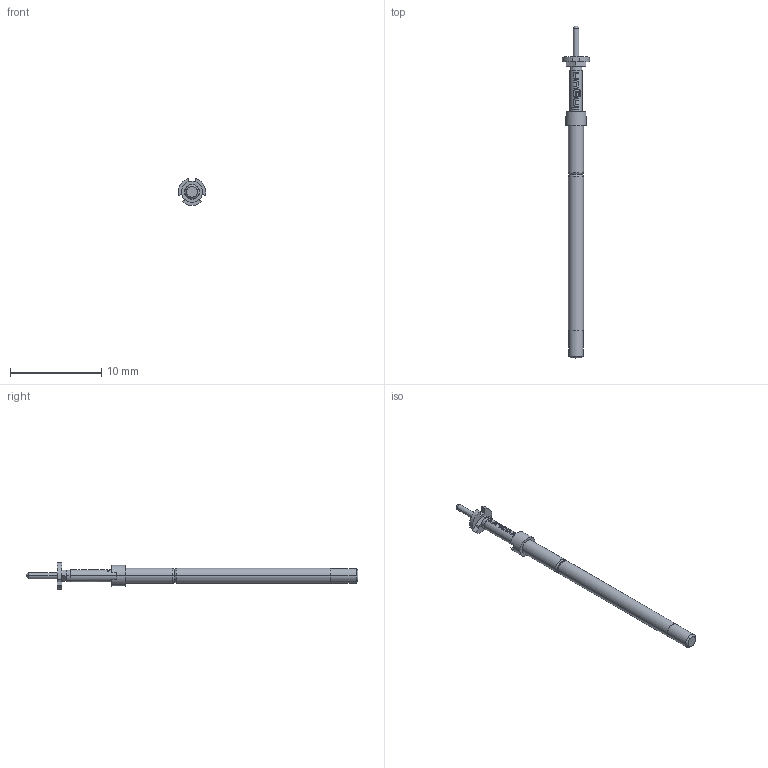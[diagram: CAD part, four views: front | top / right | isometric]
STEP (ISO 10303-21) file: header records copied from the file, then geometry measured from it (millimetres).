
FILE_DESCRIPTION (( 'STEP AP203' ), '1' );
FILE_NAME ('INGUN_T-912_305_065_340_300_X_xx02_M_0.STEP', '2017-02-15T06:11:46', ( '' ), ( '' ), 'SwSTEP 2.0', 'SolidWorks 2016', '' );
FILE_SCHEMA (( 'CONFIG_CONTROL_DESIGN' ));
Length unit declared in the file: millimetre
Products named in the file (2): INGUN_T-912_305_065_340_300_X_xx02_M_0
Bounding box: 3 x 36.4 x 2.96 mm (x, y, z)
Volume: 71.1 mm3; surface area: 199 mm2
Topology: 1 solids, 1 shells, 134 faces, 358 edges, 233 vertices
Faces by surface type: plane 75, cylinder 24, bspline 22, cone 7, torus 4, sphere 2
Entity records: 4583 total; most frequent: CARTESIAN_POINT 1253, ORIENTED_EDGE 708, DIRECTION 596, EDGE_CURVE 354, VERTEX_POINT 231, AXIS2_PLACEMENT_3D 218, LINE 160, VECTOR 160
